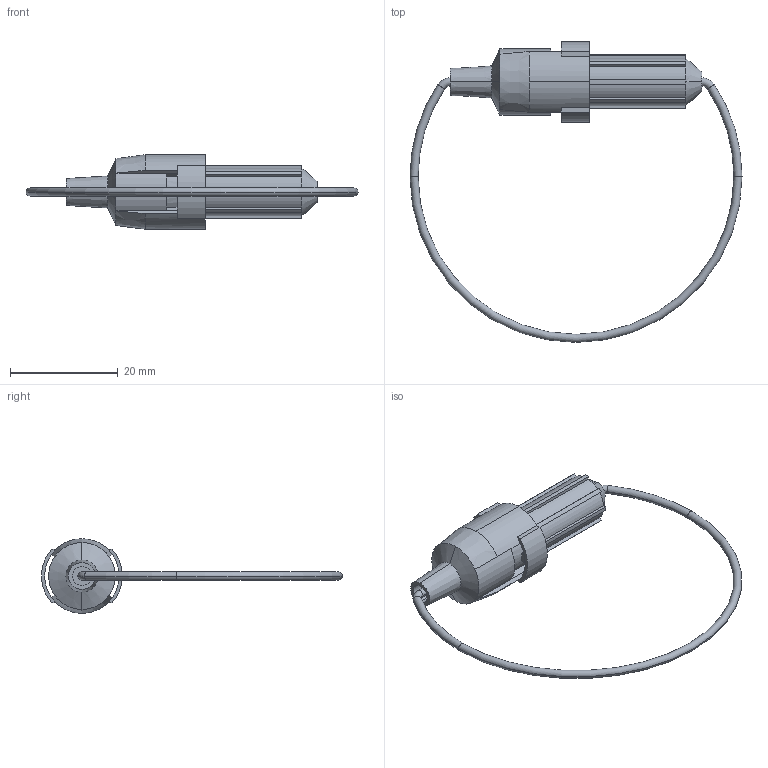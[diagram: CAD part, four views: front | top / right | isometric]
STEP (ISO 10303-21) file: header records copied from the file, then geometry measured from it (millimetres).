
FILE_DESCRIPTION (( 'STEP AP214' ), '1' );
FILE_NAME ('BF303.STEP', '2019-10-03T06:03:16', ( '' ), ( '' ), 'SwSTEP 2.0', 'SolidWorks 2017', '' );
FILE_SCHEMA (( 'AUTOMOTIVE_DESIGN' ));
Length unit declared in the file: millimetre
Products named in the file (1): BF303
Bounding box: 61.5 x 55.73 x 13.8 mm (x, y, z)
Volume: 3924.1 mm3; surface area: 2813.7 mm2
Topology: 2 solids, 2 shells, 124 faces, 304 edges, 183 vertices
Faces by surface type: plane 61, cylinder 44, torus 10, cone 9
Entity records: 3686 total; most frequent: DIRECTION 685, CARTESIAN_POINT 624, ORIENTED_EDGE 608, EDGE_CURVE 304, AXIS2_PLACEMENT_3D 260, VERTEX_POINT 183, VECTOR 165, LINE 165
